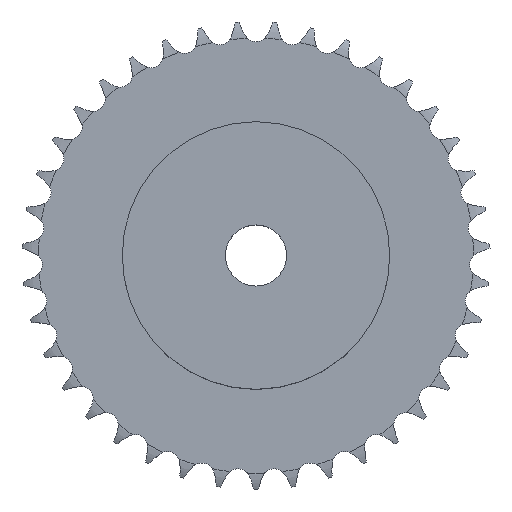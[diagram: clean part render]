
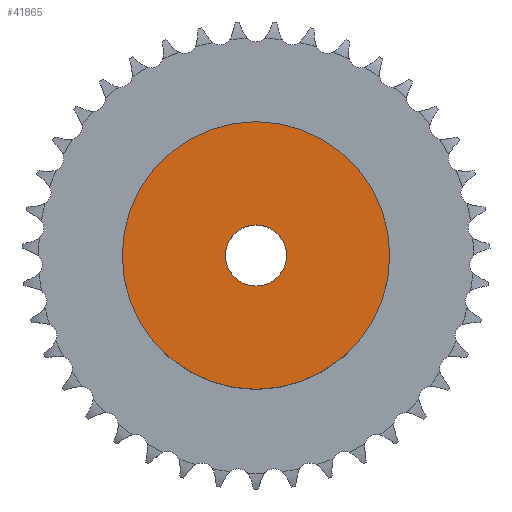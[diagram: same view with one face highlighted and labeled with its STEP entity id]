
A CAD part, top view. The second image highlights one B-rep face of the part: STEP entity #41865.
In plain terms, the highlighted planar face has unit normal (0, 0, 1).
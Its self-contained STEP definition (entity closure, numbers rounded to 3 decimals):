
#4791 = CYLINDRICAL_SURFACE('',#4792,35.);
#4792 = AXIS2_PLACEMENT_3D('',#4793,#4794,#4795);
#4793 = CARTESIAN_POINT('',(0.,0.,0.));
#4794 = DIRECTION('',(-0.,-0.,-1.));
#4795 = DIRECTION('',(1.,0.,0.));
#26398 = VERTEX_POINT('',#26399);
#26399 = CARTESIAN_POINT('',(35.,0.,30.));
#26420 = EDGE_CURVE('',#26398,#26398,#26421,.T.);
#26421 = SURFACE_CURVE('',#26422,(#26427,#26434),.PCURVE_S1.);
#26422 = CIRCLE('',#26423,35.);
#26423 = AXIS2_PLACEMENT_3D('',#26424,#26425,#26426);
#26424 = CARTESIAN_POINT('',(0.,0.,30.));
#26425 = DIRECTION('',(0.,0.,1.));
#26426 = DIRECTION('',(1.,0.,0.));
#26427 = PCURVE('',#4791,#26428);
#26428 = DEFINITIONAL_REPRESENTATION('',(#26429),#26433);
#26429 = LINE('',#26430,#26431);
#26430 = CARTESIAN_POINT('',(-0.,-30.));
#26431 = VECTOR('',#26432,1.);
#26432 = DIRECTION('',(-1.,0.));
#26433 = ( GEOMETRIC_REPRESENTATION_CONTEXT(2) 
PARAMETRIC_REPRESENTATION_CONTEXT() REPRESENTATION_CONTEXT('2D SPACE',''
  ) );
#26434 = PCURVE('',#26435,#26440);
#26435 = PLANE('',#26436);
#26436 = AXIS2_PLACEMENT_3D('',#26437,#26438,#26439);
#26437 = CARTESIAN_POINT('',(0.,0.,30.)
  );
#26438 = DIRECTION('',(0.,0.,1.));
#26439 = DIRECTION('',(1.,0.,0.));
#26440 = DEFINITIONAL_REPRESENTATION('',(#26441),#26445);
#26441 = CIRCLE('',#26442,35.);
#26442 = AXIS2_PLACEMENT_2D('',#26443,#26444);
#26443 = CARTESIAN_POINT('',(0.,0.));
#26444 = DIRECTION('',(1.,0.));
#26445 = ( GEOMETRIC_REPRESENTATION_CONTEXT(2) 
PARAMETRIC_REPRESENTATION_CONTEXT() REPRESENTATION_CONTEXT('2D SPACE',''
  ) );
#35432 = CYLINDRICAL_SURFACE('',#35433,8.);
#35433 = AXIS2_PLACEMENT_3D('',#35434,#35435,#35436);
#35434 = CARTESIAN_POINT('',(0.,0.,185.417));
#35435 = DIRECTION('',(0.,0.,1.));
#35436 = DIRECTION('',(1.,0.,0.));
#41865 = ADVANCED_FACE('',(#41866,#41869),#26435,.T.);
#41866 = FACE_BOUND('',#41867,.T.);
#41867 = EDGE_LOOP('',(#41868));
#41868 = ORIENTED_EDGE('',*,*,#26420,.T.);
#41869 = FACE_BOUND('',#41870,.T.);
#41870 = EDGE_LOOP('',(#41871));
#41871 = ORIENTED_EDGE('',*,*,#41872,.F.);
#41872 = EDGE_CURVE('',#41873,#41873,#41875,.T.);
#41873 = VERTEX_POINT('',#41874);
#41874 = CARTESIAN_POINT('',(8.,0.,30.));
#41875 = SURFACE_CURVE('',#41876,(#41881,#41888),.PCURVE_S1.);
#41876 = CIRCLE('',#41877,8.);
#41877 = AXIS2_PLACEMENT_3D('',#41878,#41879,#41880);
#41878 = CARTESIAN_POINT('',(0.,0.,30.));
#41879 = DIRECTION('',(0.,0.,1.));
#41880 = DIRECTION('',(1.,0.,0.));
#41881 = PCURVE('',#26435,#41882);
#41882 = DEFINITIONAL_REPRESENTATION('',(#41883),#41887);
#41883 = CIRCLE('',#41884,8.);
#41884 = AXIS2_PLACEMENT_2D('',#41885,#41886);
#41885 = CARTESIAN_POINT('',(0.,0.));
#41886 = DIRECTION('',(1.,0.));
#41887 = ( GEOMETRIC_REPRESENTATION_CONTEXT(2) 
PARAMETRIC_REPRESENTATION_CONTEXT() REPRESENTATION_CONTEXT('2D SPACE',''
  ) );
#41888 = PCURVE('',#35432,#41889);
#41889 = DEFINITIONAL_REPRESENTATION('',(#41890),#41894);
#41890 = LINE('',#41891,#41892);
#41891 = CARTESIAN_POINT('',(0.,-155.417));
#41892 = VECTOR('',#41893,1.);
#41893 = DIRECTION('',(1.,0.));
#41894 = ( GEOMETRIC_REPRESENTATION_CONTEXT(2) 
PARAMETRIC_REPRESENTATION_CONTEXT() REPRESENTATION_CONTEXT('2D SPACE',''
  ) );
